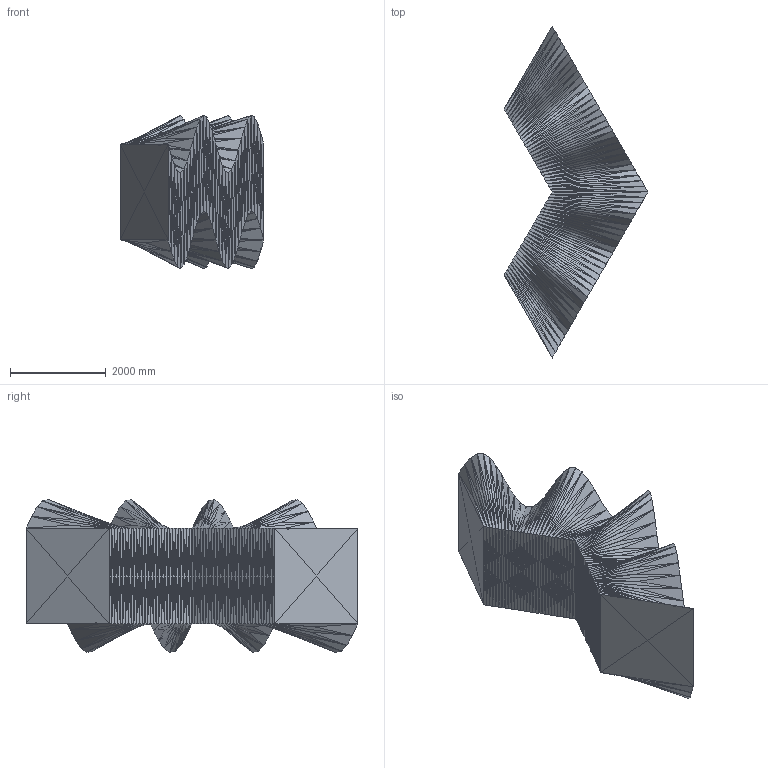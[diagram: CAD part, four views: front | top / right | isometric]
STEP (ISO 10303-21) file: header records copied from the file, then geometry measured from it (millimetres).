
FILE_DESCRIPTION(/* description */ (''),/* implementation_level */ '2;1');
FILE_NAME(/* name */ 'SinusBlock2',/* time_stamp */ '2024-05-02T09:36:46+02:00',/* author */ (''),/* organization */ (''),/* preprocessor_version */ 'ST-DEVELOPER v16.5',/* originating_system */ 'Rhino 7.27',/* authorisation */ '');
FILE_SCHEMA (('CONFIG_CONTROL_DESIGN'));
Length unit declared in the file: millimetre
Products named in the file (1): Document
Bounding box: 3000 x 6928.2 x 3193.43 mm (x, y, z)
Volume: 20784599117.2 mm3; surface area: 61606244.6 mm2
Topology: 1 solids, 1 shells, 968 faces, 1452 edges, 486 vertices
Faces by surface type: plane 968
Entity records: 16554 total; most frequent: CARTESIAN_POINT 4360, ORIENTED_EDGE 2904, EDGE_CURVE 1452, B_SPLINE_CURVE_WITH_KNOTS 1452, DIRECTION 972, AXIS2_PLACEMENT_3D 970, ADVANCED_FACE 968, FACE_OUTER_BOUND 968
